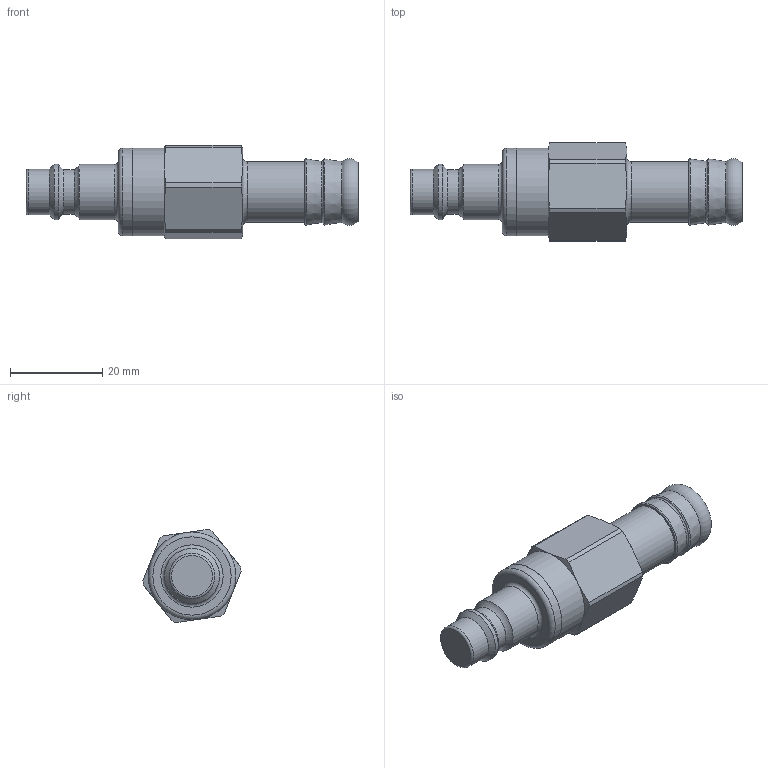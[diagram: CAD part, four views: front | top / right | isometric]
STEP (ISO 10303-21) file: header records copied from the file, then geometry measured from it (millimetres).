
FILE_DESCRIPTION((''),'2;1');
FILE_NAME('25sltf13evx.stp','2013-05-23T15:22:47',('IA176480'),(''),'Autodesk Inventor 2011','Autodesk Inventor 2011','');
FILE_SCHEMA(('AUTOMOTIVE_DESIGN { 1 0 10303 214 1 1 1 1 }'));
Length unit declared in the file: millimetre
Products named in the file (1): D106657
Bounding box: 72 x 21.3 x 20.22 mm (x, y, z)
Volume: 13455.4 mm3; surface area: 4818.6 mm2
Topology: 1 solids, 3 shells, 57 faces, 119 edges, 72 vertices
Faces by surface type: cylinder 18, plane 16, torus 11, cone 11, bspline 1
Full cylindrical faces by diameter (mm): 9.75 x1, 9.9 x1, 12 x2, 13.1 x1, 14.5 x1, 14.832 x1, 15.1 x1, 16 x2, 18.95 x1, 19 x1
Entity records: 1510 total; most frequent: CARTESIAN_POINT 363, DIRECTION 234, ORIENTED_EDGE 172, AXIS2_PLACEMENT_3D 111, EDGE_LOOP 93, EDGE_CURVE 86, VERTEX_POINT 67, FACE_OUTER_BOUND 57
